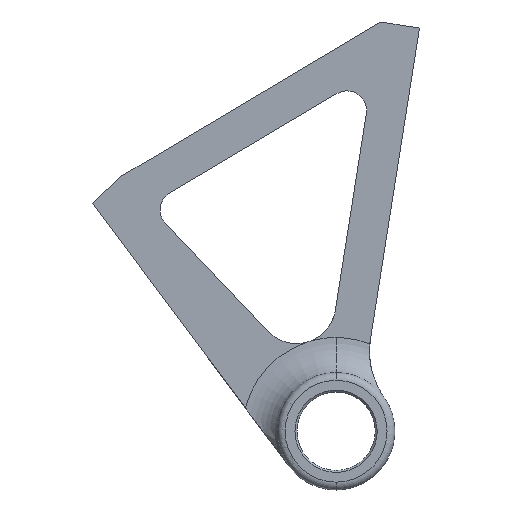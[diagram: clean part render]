
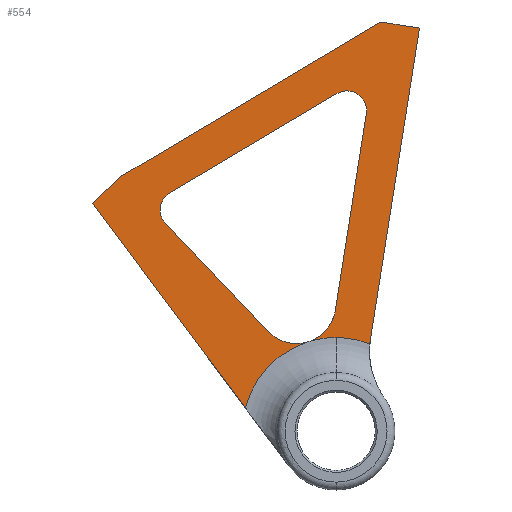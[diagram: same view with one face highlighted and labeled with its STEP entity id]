
A CAD part, left-side view. The second image highlights one B-rep face of the part: STEP entity #554.
In plain terms, the highlighted planar face has unit normal (-1, 0, 0).
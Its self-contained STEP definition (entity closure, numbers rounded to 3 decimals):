
#25 = CARTESIAN_POINT ( 'NONE',  ( 0., 54.941, 65.05 ) ) ;
#28 = VERTEX_POINT ( 'NONE', #1235 ) ;
#45 = VERTEX_POINT ( 'NONE', #761 ) ;
#47 = VERTEX_POINT ( 'NONE', #1152 ) ;
#48 = EDGE_CURVE ( 'NONE', #543, #604, #1251, .T. ) ;
#57 = ORIENTED_EDGE ( 'NONE', *, *, #685, .T. ) ;
#61 = AXIS2_PLACEMENT_3D ( 'NONE', #93, #380, #1293 ) ;
#66 = EDGE_CURVE ( 'NONE', #1170, #989, #347, .T. ) ;
#73 = EDGE_CURVE ( 'NONE', #45, #28, #850, .T. ) ;
#87 = DIRECTION ( 'NONE',  ( 1., 0., 0. ) ) ;
#88 = DIRECTION ( 'NONE',  ( 1., 0., 0. ) ) ;
#89 = ORIENTED_EDGE ( 'NONE', *, *, #48, .F. ) ;
#90 = EDGE_CURVE ( 'NONE', #864, #47, #578, .T. ) ;
#93 = CARTESIAN_POINT ( 'NONE',  ( 0., 0., 0. ) ) ;
#99 = AXIS2_PLACEMENT_3D ( 'NONE', #559, #457, #839 ) ;
#109 = ORIENTED_EDGE ( 'NONE', *, *, #194, .T. ) ;
#118 = ORIENTED_EDGE ( 'NONE', *, *, #705, .T. ) ;
#120 = CIRCLE ( 'NONE', #1144, 20. ) ;
#126 = DIRECTION ( 'NONE',  ( 0., -0.859, 0.511 ) ) ;
#131 = VERTEX_POINT ( 'NONE', #982 ) ;
#137 = ORIENTED_EDGE ( 'NONE', *, *, #1105, .T. ) ;
#156 = CARTESIAN_POINT ( 'NONE',  ( 0., 0., 0. ) ) ;
#167 = ORIENTED_EDGE ( 'NONE', *, *, #90, .T. ) ;
#187 = CARTESIAN_POINT ( 'NONE',  ( 0., 54.941, 65.05 ) ) ;
#194 = EDGE_CURVE ( 'NONE', #989, #330, #424, .T. ) ;
#201 = VECTOR ( 'NONE', #506, 1000. ) ;
#203 = CARTESIAN_POINT ( 'NONE',  ( 0., -0.222, 86.221 ) ) ;
#215 = EDGE_CURVE ( 'NONE', #223, #1296, #120, .T. ) ;
#222 = EDGE_CURVE ( 'NONE', #1114, #1170, #614, .T. ) ;
#223 = VERTEX_POINT ( 'NONE', #1090 ) ;
#227 = CARTESIAN_POINT ( 'NONE',  ( 0., 12.016, -8.979 ) ) ;
#233 = VERTEX_POINT ( 'NONE', #592 ) ;
#257 = PLANE ( 'NONE',  #577 ) ;
#259 = EDGE_CURVE ( 'NONE', #233, #511, #658, .T. ) ;
#277 = EDGE_CURVE ( 'NONE', #233, #131, #1193, .T. ) ;
#282 = DIRECTION ( 'NONE',  ( 0., 0., 1. ) ) ;
#314 = ORIENTED_EDGE ( 'NONE', *, *, #215, .T. ) ;
#318 = CARTESIAN_POINT ( 'NONE',  ( 0., -21.272, 102.944 ) ) ;
#323 = AXIS2_PLACEMENT_3D ( 'NONE', #570, #1085, #986 ) ;
#330 = VERTEX_POINT ( 'NONE', #1029 ) ;
#334 = CARTESIAN_POINT ( 'NONE',  ( 0., 17.333, 25.49 ) ) ;
#335 = EDGE_CURVE ( 'NONE', #604, #1296, #1100, .T. ) ;
#347 = LINE ( 'NONE', #1167, #399 ) ;
#378 = CIRCLE ( 'NONE', #1118, 10. ) ;
#380 = DIRECTION ( 'NONE',  ( 1., 0., 0. ) ) ;
#392 = ORIENTED_EDGE ( 'NONE', *, *, #600, .F. ) ;
#399 = VECTOR ( 'NONE', #667, 1000. ) ;
#424 = CIRCLE ( 'NONE', #664, 5. ) ;
#429 = CARTESIAN_POINT ( 'NONE',  ( 0., 3.362, 10.793 ) ) ;
#430 = CARTESIAN_POINT ( 'NONE',  ( 0., -9.373, 91.663 ) ) ;
#436 = CARTESIAN_POINT ( 'NONE',  ( 0., -11.394, 104.5 ) ) ;
#447 = AXIS2_PLACEMENT_3D ( 'NONE', #1242, #832, #749 ) ;
#457 = DIRECTION ( 'NONE',  ( 1., 0., 0. ) ) ;
#477 = CARTESIAN_POINT ( 'NONE',  ( 0., 10.086, 32.38 ) ) ;
#478 = DIRECTION ( 'NONE',  ( 0., 0., 1. ) ) ;
#482 = CARTESIAN_POINT ( 'NONE',  ( 0., -28.506, 20.308 ) ) ;
#487 = LINE ( 'NONE', #789, #908 ) ;
#504 = ORIENTED_EDGE ( 'NONE', *, *, #259, .T. ) ;
#506 = DIRECTION ( 'NONE',  ( 0., -0.725, 0.689 ) ) ;
#511 = VERTEX_POINT ( 'NONE', #1156 ) ;
#524 = CARTESIAN_POINT ( 'NONE',  ( 0., 6.665, 22.983 ) ) ;
#540 = FACE_OUTER_BOUND ( 'NONE', #806, .T. ) ;
#543 = VERTEX_POINT ( 'NONE', #1049 ) ;
#554 = ADVANCED_FACE ( 'NONE', ( #540 ), #257, .T. ) ;
#559 = CARTESIAN_POINT ( 'NONE',  ( 0., -2.777, 81.923 ) ) ;
#565 = DIRECTION ( 'NONE',  ( 0., -0.988, -0.156 ) ) ;
#569 = EDGE_CURVE ( 'NONE', #765, #45, #1140, .T. ) ;
#570 = CARTESIAN_POINT ( 'NONE',  ( 0., 0., 0. ) ) ;
#577 = AXIS2_PLACEMENT_3D ( 'NONE', #156, #656, #1063 ) ;
#578 = CIRCLE ( 'NONE', #447, 23.93 ) ;
#579 = AXIS2_PLACEMENT_3D ( 'NONE', #1178, #596, #478 ) ;
#592 = CARTESIAN_POINT ( 'NONE',  ( 0., 23.177, 5.957 ) ) ;
#596 = DIRECTION ( 'NONE',  ( 1., 0., 0. ) ) ;
#600 = EDGE_CURVE ( 'NONE', #968, #543, #487, .T. ) ;
#604 = VERTEX_POINT ( 'NONE', #876 ) ;
#609 = ORIENTED_EDGE ( 'NONE', *, *, #569, .T. ) ;
#614 = CIRCLE ( 'NONE', #579, 10. ) ;
#621 = DIRECTION ( 'NONE',  ( 0., 0.156, -0.988 ) ) ;
#622 = ORIENTED_EDGE ( 'NONE', *, *, #754, .F. ) ;
#656 = DIRECTION ( 'NONE',  ( -1., 0., 0. ) ) ;
#658 = CIRCLE ( 'NONE', #61, 23.93 ) ;
#662 = VECTOR ( 'NONE', #565, 1000. ) ;
#664 = AXIS2_PLACEMENT_3D ( 'NONE', #768, #877, #1094 ) ;
#667 = DIRECTION ( 'NONE',  ( 0., 0.689, 0.725 ) ) ;
#683 = CARTESIAN_POINT ( 'NONE',  ( 0., 43.559, 53.077 ) ) ;
#685 = EDGE_CURVE ( 'NONE', #511, #1114, #378, .T. ) ;
#693 = EDGE_CURVE ( 'NONE', #28, #864, #889, .T. ) ;
#705 = EDGE_CURVE ( 'NONE', #47, #223, #718, .T. ) ;
#718 = CIRCLE ( 'NONE', #323, 23.93 ) ;
#725 = DIRECTION ( 'NONE',  ( 0., 0.599, 0.801 ) ) ;
#749 = DIRECTION ( 'NONE',  ( 0., 0., 1. ) ) ;
#754 = EDGE_CURVE ( 'NONE', #131, #968, #1000, .T. ) ;
#761 = CARTESIAN_POINT ( 'NONE',  ( 0., -7.717, 81.145 ) ) ;
#765 = VERTEX_POINT ( 'NONE', #203 ) ;
#768 = CARTESIAN_POINT ( 'NONE',  ( 0., 39.935, 56.522 ) ) ;
#775 = DIRECTION ( 'NONE',  ( 0., 0., 1. ) ) ;
#783 = ORIENTED_EDGE ( 'NONE', *, *, #73, .T. ) ;
#789 = CARTESIAN_POINT ( 'NONE',  ( 0., 54.941, 65.05 ) ) ;
#806 = EDGE_LOOP ( 'NONE', ( #622, #1123, #504, #57, #907, #1222, #109, #137, #609, #783, #965, #167, #118, #314, #1019, #89, #392 ) ) ;
#822 = VECTOR ( 'NONE', #725, 1000. ) ;
#825 = VECTOR ( 'NONE', #840, 1000. ) ;
#832 = DIRECTION ( 'NONE',  ( 1., 0., 0. ) ) ;
#839 = DIRECTION ( 'NONE',  ( 0., 0., 1. ) ) ;
#840 = DIRECTION ( 'NONE',  ( 0., 0.156, -0.988 ) ) ;
#850 = LINE ( 'NONE', #429, #825 ) ;
#864 = VERTEX_POINT ( 'NONE', #524 ) ;
#872 = CARTESIAN_POINT ( 'NONE',  ( 0., -8.749, 23.419 ) ) ;
#876 = CARTESIAN_POINT ( 'NONE',  ( 0., -21.272, 102.944 ) ) ;
#877 = DIRECTION ( 'NONE',  ( 1., 0., 0. ) ) ;
#881 = DIRECTION ( 'NONE',  ( 1., 0., 0. ) ) ;
#889 = CIRCLE ( 'NONE', #1270, 10. ) ;
#907 = ORIENTED_EDGE ( 'NONE', *, *, #222, .T. ) ;
#908 = VECTOR ( 'NONE', #981, 1000. ) ;
#921 = CARTESIAN_POINT ( 'NONE',  ( 0., 10.086, 22.38 ) ) ;
#930 = VECTOR ( 'NONE', #126, 1000. ) ;
#965 = ORIENTED_EDGE ( 'NONE', *, *, #693, .T. ) ;
#968 = VERTEX_POINT ( 'NONE', #187 ) ;
#981 = DIRECTION ( 'NONE',  ( 0., -0.859, 0.511 ) ) ;
#982 = CARTESIAN_POINT ( 'NONE',  ( 0., 62.189, 58.16 ) ) ;
#986 = DIRECTION ( 'NONE',  ( 0., 0., 1. ) ) ;
#989 = VERTEX_POINT ( 'NONE', #683 ) ;
#1000 = LINE ( 'NONE', #25, #201 ) ;
#1019 = ORIENTED_EDGE ( 'NONE', *, *, #335, .F. ) ;
#1029 = CARTESIAN_POINT ( 'NONE',  ( 0., 42.491, 60.819 ) ) ;
#1049 = CARTESIAN_POINT ( 'NONE',  ( 0., -11.394, 104.5 ) ) ;
#1063 = DIRECTION ( 'NONE',  ( 0., 0., 1. ) ) ;
#1085 = DIRECTION ( 'NONE',  ( 1., 0., 0. ) ) ;
#1089 = CARTESIAN_POINT ( 'NONE',  ( 0., 10.086, 32.38 ) ) ;
#1090 = CARTESIAN_POINT ( 'NONE',  ( 0., -8.608, 22.328 ) ) ;
#1094 = DIRECTION ( 'NONE',  ( 0., 0., 1. ) ) ;
#1100 = LINE ( 'NONE', #318, #1245 ) ;
#1105 = EDGE_CURVE ( 'NONE', #330, #765, #1213, .T. ) ;
#1114 = VERTEX_POINT ( 'NONE', #921 ) ;
#1118 = AXIS2_PLACEMENT_3D ( 'NONE', #1089, #87, #1172 ) ;
#1123 = ORIENTED_EDGE ( 'NONE', *, *, #277, .F. ) ;
#1140 = CIRCLE ( 'NONE', #99, 5. ) ;
#1144 = AXIS2_PLACEMENT_3D ( 'NONE', #482, #88, #775 ) ;
#1152 = CARTESIAN_POINT ( 'NONE',  ( 0., 0., 23.93 ) ) ;
#1156 = CARTESIAN_POINT ( 'NONE',  ( 0., 7.566, 22.703 ) ) ;
#1167 = CARTESIAN_POINT ( 'NONE',  ( 0., 47.875, 57.617 ) ) ;
#1170 = VERTEX_POINT ( 'NONE', #334 ) ;
#1172 = DIRECTION ( 'NONE',  ( 0., 0., 1. ) ) ;
#1178 = CARTESIAN_POINT ( 'NONE',  ( 0., 10.086, 32.38 ) ) ;
#1193 = LINE ( 'NONE', #227, #822 ) ;
#1213 = LINE ( 'NONE', #430, #930 ) ;
#1222 = ORIENTED_EDGE ( 'NONE', *, *, #66, .T. ) ;
#1235 = CARTESIAN_POINT ( 'NONE',  ( 0., 0.208, 30.825 ) ) ;
#1242 = CARTESIAN_POINT ( 'NONE',  ( 0., 0., 0. ) ) ;
#1245 = VECTOR ( 'NONE', #621, 1000. ) ;
#1251 = LINE ( 'NONE', #436, #662 ) ;
#1270 = AXIS2_PLACEMENT_3D ( 'NONE', #477, #881, #282 ) ;
#1293 = DIRECTION ( 'NONE',  ( 0., 0., 1. ) ) ;
#1296 = VERTEX_POINT ( 'NONE', #872 ) ;
